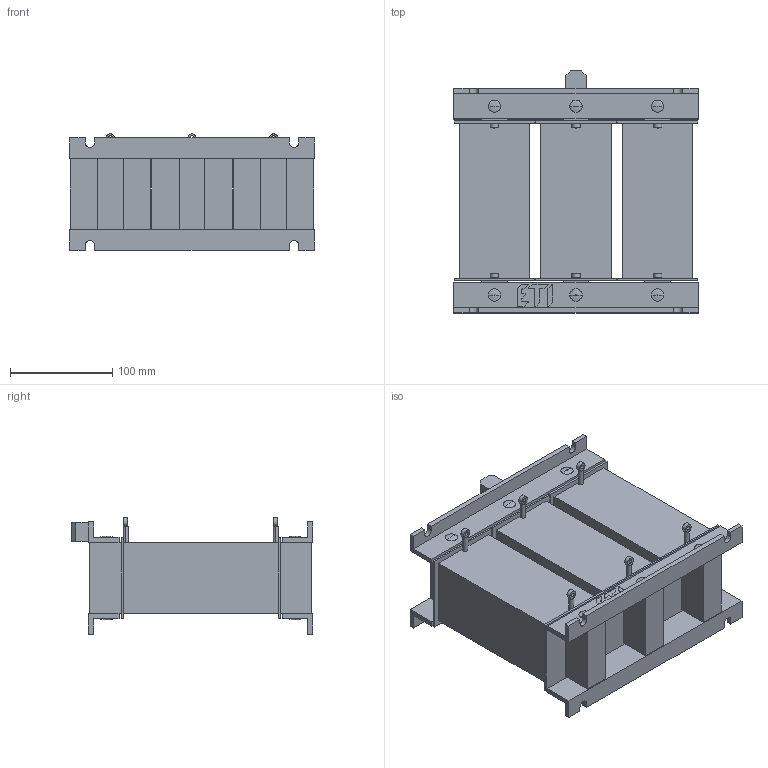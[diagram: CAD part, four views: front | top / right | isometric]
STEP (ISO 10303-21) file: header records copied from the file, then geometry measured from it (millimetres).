
FILE_DESCRIPTION((''),'2;1');
FILE_NAME('ASDADAAA_ASM','2021-10-29T',('marketing.praksa'),('Audax d.o.o.'),'CREO PARAMETRIC BY PTC INC, 2017480','CREO PARAMETRIC BY PTC INC, 2017480','');
FILE_SCHEMA(('AUTOMOTIVE_DESIGN { 1 0 10303 214 1 1 1 1 }'));
Length unit declared in the file: millimetre
Products named in the file (6): HFL_220X240X110X100X200X9; G1; G2; G3; PRT0033; ASDADAAA_ASM
Assembly tree (5 placements, depth 2):
  ASDADAAA_ASM
    HFL_220X240X110X100X200X9
    G1
    G2
    G3
    PRT0033
Bounding box: 240 x 237 x 114 mm (x, y, z)
Volume: 2793695.2 mm3; surface area: 392580.3 mm2
Topology: 29 solids, 29 shells, 399 faces, 960 edges, 634 vertices
Faces by surface type: plane 289, cylinder 86, revolution 24
Entity records: 18315 total; most frequent: CARTESIAN_POINT 2380, DIRECTION 2006, ORIENTED_EDGE 1920, PRESENTATION_STYLE_ASSIGNMENT 1412, STYLED_ITEM 1412, CURVE_STYLE 984, EDGE_CURVE 960, VECTOR 662
